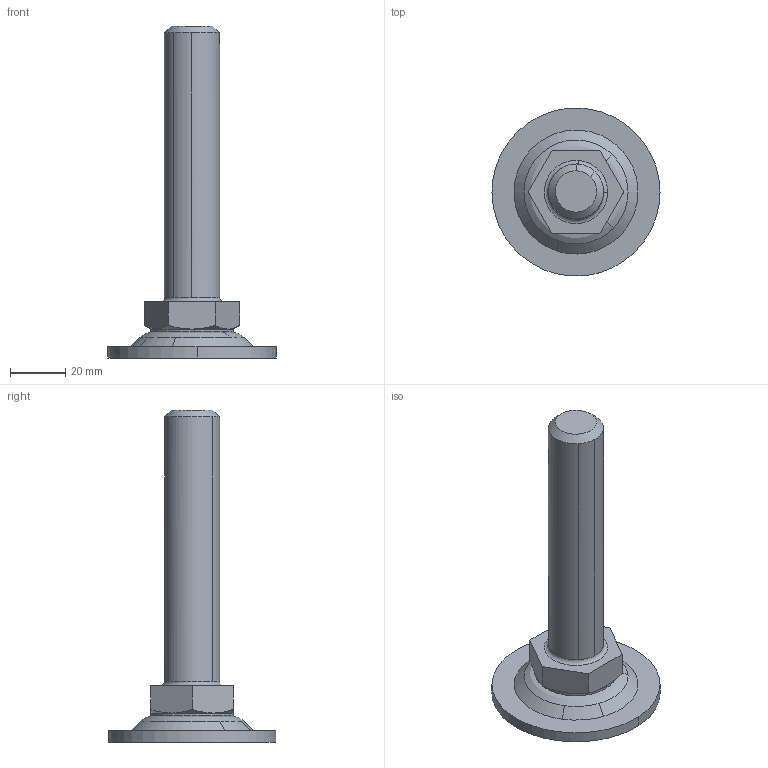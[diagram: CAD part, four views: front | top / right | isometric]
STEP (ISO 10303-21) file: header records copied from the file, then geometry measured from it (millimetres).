
FILE_DESCRIPTION((''),'2;1');
FILE_NAME('','2005-12-14T15:12:06',(''),(''),'','CADfix','');
FILE_SCHEMA(('AUTOMOTIVE_DESIGN'));
Length unit declared in the file: millimetre
Products named in the file (5): washer; retainer; foot; bolt; TM_139_1_18692_36
Assembly tree (4 placements, depth 2):
  TM_139_1_18692_36
    washer
    retainer
    foot
    bolt
Bounding box: 61 x 60.94 x 120.5 mm (x, y, z)
Volume: 53320.1 mm3; surface area: 17405 mm2
Topology: 4 solids, 4 shells, 72 faces, 226 edges, 168 vertices
Faces by surface type: bspline 72
Entity records: 2995 total; most frequent: CARTESIAN_POINT 1675, ORIENTED_EDGE 452, EDGE_CURVE 226, VERTEX_POINT 168, EDGE_LOOP 86, FACE_OUTER_BOUND 72, ADVANCED_FACE 72, QUASI_UNIFORM_CURVE 58
